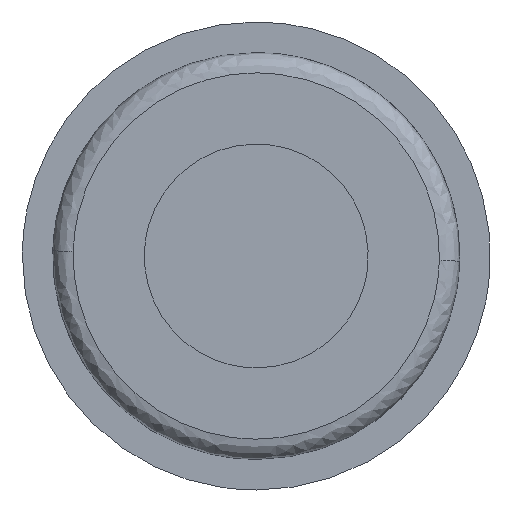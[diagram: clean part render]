
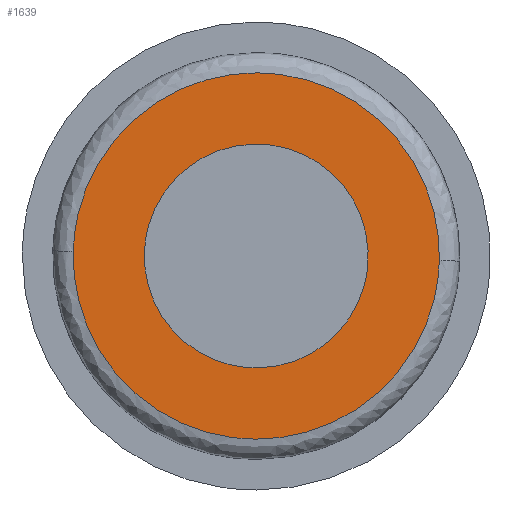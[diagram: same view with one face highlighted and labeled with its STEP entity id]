
A CAD part, front view. The second image highlights one B-rep face of the part: STEP entity #1639.
In plain terms, the highlighted free-form (B-spline) face has degree [1, 1] with [2, 2] control points.
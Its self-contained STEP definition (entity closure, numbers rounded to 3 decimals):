
#521=CARTESIAN_POINT('',(5.462,0.,-0.649));
#522=VERTEX_POINT('',#521);
#528=CARTESIAN_POINT('',(0.0,0.,5.5));
#529=VERTEX_POINT('',#528);
#530=CARTESIAN_POINT('',(5.462,0.,-0.649));
#531=CARTESIAN_POINT('',(5.5,0.,-0.326));
#532=CARTESIAN_POINT('',(5.5,0.,0.));
#533=CARTESIAN_POINT('',(5.5,0.,5.5));
#534=CARTESIAN_POINT('',(0.0,0.,5.5));
#542=(BOUNDED_CURVE()B_SPLINE_CURVE(2,(#530,#531,#532,#533,#534),.UNSPECIFIED.,.F.,.U.)B_SPLINE_CURVE_WITH_KNOTS((3,2,3),(0.23,0.25,0.5),.UNSPECIFIED.)CURVE()GEOMETRIC_REPRESENTATION_ITEM()RATIONAL_B_SPLINE_CURVE((0.956,0.976,1.0,0.707,1.0))REPRESENTATION_ITEM(''));
#543=EDGE_CURVE('',#522,#529,#542,.T.);
#545=CARTESIAN_POINT('',(-5.49,0.,0.336));
#546=VERTEX_POINT('',#545);
#547=CARTESIAN_POINT('',(0.0,0.,5.5));
#548=CARTESIAN_POINT('',(-5.174,0.,5.5));
#549=CARTESIAN_POINT('',(-5.49,0.,0.336));
#557=(BOUNDED_CURVE()B_SPLINE_CURVE(2,(#547,#548,#549),.UNSPECIFIED.,.F.,.U.)B_SPLINE_CURVE_WITH_KNOTS((3,3),(0.5,0.739),.UNSPECIFIED.)CURVE()GEOMETRIC_REPRESENTATION_ITEM()RATIONAL_B_SPLINE_CURVE((1.0,0.72,0.976))REPRESENTATION_ITEM(''));
#558=EDGE_CURVE('',#529,#546,#557,.T.);
#636=CARTESIAN_POINT('',(0.0,0.,-5.5));
#637=VERTEX_POINT('',#636);
#638=CARTESIAN_POINT('',(-5.49,0.,0.336));
#639=CARTESIAN_POINT('',(-5.5,0.,0.168));
#640=CARTESIAN_POINT('',(-5.5,0.,0.));
#641=CARTESIAN_POINT('',(-5.5,0.,-5.5));
#642=CARTESIAN_POINT('',(0.0,0.,-5.5));
#650=(BOUNDED_CURVE()B_SPLINE_CURVE(2,(#638,#639,#640,#641,#642),.UNSPECIFIED.,.F.,.U.)B_SPLINE_CURVE_WITH_KNOTS((3,2,3),(0.739,0.75,1.0),.UNSPECIFIED.)CURVE()GEOMETRIC_REPRESENTATION_ITEM()RATIONAL_B_SPLINE_CURVE((0.976,0.988,1.0,0.707,1.0))REPRESENTATION_ITEM(''));
#651=EDGE_CURVE('',#546,#637,#650,.T.);
#653=CARTESIAN_POINT('',(0.0,0.,-5.5));
#654=CARTESIAN_POINT('',(4.885,0.,-5.5));
#655=CARTESIAN_POINT('',(5.462,0.,-0.649));
#663=(BOUNDED_CURVE()B_SPLINE_CURVE(2,(#653,#654,#655),.UNSPECIFIED.,.F.,.U.)B_SPLINE_CURVE_WITH_KNOTS((3,3),(0.0,0.23),.UNSPECIFIED.)CURVE()GEOMETRIC_REPRESENTATION_ITEM()RATIONAL_B_SPLINE_CURVE((1.0,0.731,0.956))REPRESENTATION_ITEM(''));
#664=EDGE_CURVE('',#637,#522,#663,.T.);
#1435=CARTESIAN_POINT('',(-8.997,0.,0.226));
#1436=VERTEX_POINT('',#1435);
#1437=CARTESIAN_POINT('',(0.0,0.,-9.0));
#1438=VERTEX_POINT('',#1437);
#1439=CARTESIAN_POINT('',(-8.997,0.,0.226));
#1440=CARTESIAN_POINT('',(-9.0,0.,0.113));
#1441=CARTESIAN_POINT('',(-9.0,0.,0.));
#1442=CARTESIAN_POINT('',(-9.0,0.,-9.0));
#1443=CARTESIAN_POINT('',(0.0,0.,-9.0));
#1451=(BOUNDED_CURVE()B_SPLINE_CURVE(2,(#1439,#1440,#1441,#1442,#1443),.UNSPECIFIED.,.F.,.U.)B_SPLINE_CURVE_WITH_KNOTS((3,2,3),(0.746,0.75,1.0),.UNSPECIFIED.)CURVE()GEOMETRIC_REPRESENTATION_ITEM()RATIONAL_B_SPLINE_CURVE((0.99,0.995,1.0,0.707,1.0))REPRESENTATION_ITEM(''));
#1452=EDGE_CURVE('',#1436,#1438,#1451,.T.);
#1470=CARTESIAN_POINT('',(8.997,0.,-0.226));
#1471=VERTEX_POINT('',#1470);
#1485=CARTESIAN_POINT('',(0.0,0.,-9.0));
#1486=CARTESIAN_POINT('',(8.777,0.,-9.0));
#1487=CARTESIAN_POINT('',(8.997,0.,-0.226));
#1495=(BOUNDED_CURVE()B_SPLINE_CURVE(2,(#1485,#1486,#1487),.UNSPECIFIED.,.F.,.U.)B_SPLINE_CURVE_WITH_KNOTS((3,3),(0.0,0.246),.UNSPECIFIED.)CURVE()GEOMETRIC_REPRESENTATION_ITEM()RATIONAL_B_SPLINE_CURVE((1.0,0.712,0.99))REPRESENTATION_ITEM(''));
#1496=EDGE_CURVE('',#1438,#1471,#1495,.T.);
#1524=CARTESIAN_POINT('',(0.0,0.,9.0));
#1525=VERTEX_POINT('',#1524);
#1526=CARTESIAN_POINT('',(0.0,0.,9.0));
#1527=CARTESIAN_POINT('',(-8.777,0.,9.0));
#1528=CARTESIAN_POINT('',(-8.997,0.,0.226));
#1536=(BOUNDED_CURVE()B_SPLINE_CURVE(2,(#1526,#1527,#1528),.UNSPECIFIED.,.F.,.U.)B_SPLINE_CURVE_WITH_KNOTS((3,3),(0.5,0.746),.UNSPECIFIED.)CURVE()GEOMETRIC_REPRESENTATION_ITEM()RATIONAL_B_SPLINE_CURVE((1.0,0.712,0.99))REPRESENTATION_ITEM(''));
#1537=EDGE_CURVE('',#1525,#1436,#1536,.T.);
#1539=CARTESIAN_POINT('',(8.997,0.,-0.226));
#1540=CARTESIAN_POINT('',(9.,0.,-0.113));
#1541=CARTESIAN_POINT('',(9.0,0.,0.));
#1542=CARTESIAN_POINT('',(9.0,0.,9.0));
#1543=CARTESIAN_POINT('',(0.0,0.,9.0));
#1551=(BOUNDED_CURVE()B_SPLINE_CURVE(2,(#1539,#1540,#1541,#1542,#1543),.UNSPECIFIED.,.F.,.U.)B_SPLINE_CURVE_WITH_KNOTS((3,2,3),(0.246,0.25,0.5),.UNSPECIFIED.)CURVE()GEOMETRIC_REPRESENTATION_ITEM()RATIONAL_B_SPLINE_CURVE((0.99,0.995,1.0,0.707,1.0))REPRESENTATION_ITEM(''));
#1552=EDGE_CURVE('',#1471,#1525,#1551,.T.);
#1622=CARTESIAN_POINT('',(-9.896,0.,-9.899));
#1623=CARTESIAN_POINT('',(-9.896,0.,9.899));
#1624=CARTESIAN_POINT('',(9.896,0.,-9.899));
#1625=CARTESIAN_POINT('',(9.896,0.,9.899));
#1626=B_SPLINE_SURFACE_WITH_KNOTS('',1,1,((#1622,#1624),(#1623,#1625)),.UNSPECIFIED.,.F.,.F.,.U.,(2,2),(2,2),(0.0,19.798),(0.0,19.792),.UNSPECIFIED.);
#1627=ORIENTED_EDGE('',*,*,#1496,.T.);
#1628=ORIENTED_EDGE('',*,*,#1552,.T.);
#1629=ORIENTED_EDGE('',*,*,#1537,.T.);
#1630=ORIENTED_EDGE('',*,*,#1452,.T.);
#1631=EDGE_LOOP('',(#1627,#1628,#1629,#1630));
#1632=FACE_OUTER_BOUND('',#1631,.T.);
#1633=ORIENTED_EDGE('',*,*,#558,.F.);
#1634=ORIENTED_EDGE('',*,*,#543,.F.);
#1635=ORIENTED_EDGE('',*,*,#664,.F.);
#1636=ORIENTED_EDGE('',*,*,#651,.F.);
#1637=EDGE_LOOP('',(#1633,#1634,#1635,#1636));
#1638=FACE_BOUND('',#1637,.T.);
#1639=ADVANCED_FACE('',(#1632,#1638),#1626,.F.);
